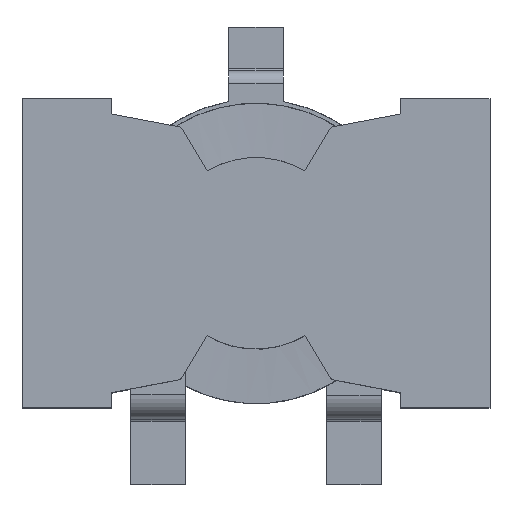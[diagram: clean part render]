
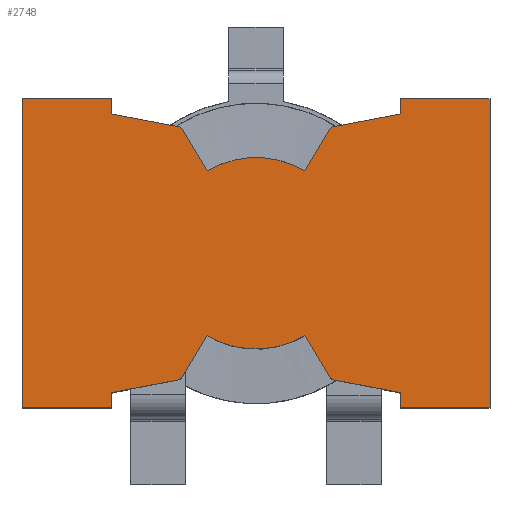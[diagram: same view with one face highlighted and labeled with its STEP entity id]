
A CAD part, top view. The second image highlights one B-rep face of the part: STEP entity #2748.
In plain terms, the highlighted planar face has unit normal (0, 0, 1).
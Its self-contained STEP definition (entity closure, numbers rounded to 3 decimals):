
#72=PLANE('',#2983);
#190=FACE_OUTER_BOUND('',#322,.T.);
#322=EDGE_LOOP('',(#2267,#2268,#2269,#2270,#2271,#2272,#2273,#2274,#2275,
#2276,#2277,#2278,#2279,#2280,#2281,#2282,#2283,#2284,#2285,#2286,#2287,
#2288,#2289,#2290,#2291,#2292,#2293,#2294,#2295,#2296,#2297,#2298));
#356=CIRCLE('',#2797,4.4);
#358=CIRCLE('',#2799,4.4);
#446=CIRCLE('',#2984,0.06);
#447=CIRCLE('',#2985,0.2);
#448=CIRCLE('',#2986,0.2);
#449=CIRCLE('',#2987,0.06);
#450=CIRCLE('',#2988,0.03);
#451=CIRCLE('',#2989,0.03);
#452=CIRCLE('',#2990,0.06);
#453=CIRCLE('',#2991,0.2);
#454=CIRCLE('',#2992,0.2);
#455=CIRCLE('',#2993,0.06);
#456=CIRCLE('',#2994,0.03);
#457=CIRCLE('',#2995,0.03);
#690=LINE('',#4871,#948);
#693=LINE('',#4877,#951);
#695=LINE('',#4881,#953);
#697=LINE('',#4886,#955);
#698=LINE('',#4890,#956);
#699=LINE('',#4893,#957);
#700=LINE('',#4895,#958);
#701=LINE('',#4899,#959);
#702=LINE('',#4903,#960);
#703=LINE('',#4906,#961);
#704=LINE('',#4910,#962);
#705=LINE('',#4914,#963);
#706=LINE('',#4917,#964);
#707=LINE('',#4919,#965);
#708=LINE('',#4923,#966);
#709=LINE('',#4927,#967);
#710=LINE('',#4931,#968);
#711=LINE('',#4932,#969);
#948=VECTOR('',#3609,1000.);
#951=VECTOR('',#3614,1000.);
#953=VECTOR('',#3618,1000.);
#955=VECTOR('',#3622,1000.);
#956=VECTOR('',#3625,1000.);
#957=VECTOR('',#3628,1000.);
#958=VECTOR('',#3629,1000.);
#959=VECTOR('',#3632,1000.);
#960=VECTOR('',#3635,1000.);
#961=VECTOR('',#3638,1000.);
#962=VECTOR('',#3641,1000.);
#963=VECTOR('',#3644,1000.);
#964=VECTOR('',#3647,1000.);
#965=VECTOR('',#3648,1000.);
#966=VECTOR('',#3651,1000.);
#967=VECTOR('',#3654,1000.);
#968=VECTOR('',#3657,1000.);
#969=VECTOR('',#3658,1000.);
#1014=VERTEX_POINT('',#3807);
#1015=VERTEX_POINT('',#3809);
#1018=VERTEX_POINT('',#3815);
#1019=VERTEX_POINT('',#3817);
#1217=VERTEX_POINT('',#4868);
#1218=VERTEX_POINT('',#4870);
#1219=VERTEX_POINT('',#4874);
#1220=VERTEX_POINT('',#4876);
#1221=VERTEX_POINT('',#4880);
#1222=VERTEX_POINT('',#4884);
#1223=VERTEX_POINT('',#4885);
#1224=VERTEX_POINT('',#4887);
#1225=VERTEX_POINT('',#4889);
#1226=VERTEX_POINT('',#4891);
#1227=VERTEX_POINT('',#4894);
#1228=VERTEX_POINT('',#4896);
#1229=VERTEX_POINT('',#4898);
#1230=VERTEX_POINT('',#4900);
#1231=VERTEX_POINT('',#4902);
#1232=VERTEX_POINT('',#4905);
#1233=VERTEX_POINT('',#4907);
#1234=VERTEX_POINT('',#4909);
#1235=VERTEX_POINT('',#4911);
#1236=VERTEX_POINT('',#4913);
#1237=VERTEX_POINT('',#4915);
#1238=VERTEX_POINT('',#4918);
#1239=VERTEX_POINT('',#4920);
#1240=VERTEX_POINT('',#4922);
#1241=VERTEX_POINT('',#4924);
#1242=VERTEX_POINT('',#4926);
#1243=VERTEX_POINT('',#4928);
#1244=VERTEX_POINT('',#4930);
#1270=EDGE_CURVE('',#1015,#1014,#356,.T.);
#1274=EDGE_CURVE('',#1019,#1018,#358,.T.);
#1580=EDGE_CURVE('',#1218,#1217,#690,.T.);
#1583=EDGE_CURVE('',#1220,#1219,#693,.T.);
#1585=EDGE_CURVE('',#1221,#1220,#695,.T.);
#1587=EDGE_CURVE('',#1222,#1223,#697,.T.);
#1588=EDGE_CURVE('',#1222,#1224,#446,.F.);
#1589=EDGE_CURVE('',#1224,#1225,#698,.T.);
#1590=EDGE_CURVE('',#1225,#1226,#447,.T.);
#1591=EDGE_CURVE('',#1226,#1015,#699,.T.);
#1592=EDGE_CURVE('',#1014,#1227,#700,.T.);
#1593=EDGE_CURVE('',#1227,#1228,#448,.T.);
#1594=EDGE_CURVE('',#1228,#1229,#701,.T.);
#1595=EDGE_CURVE('',#1229,#1230,#449,.F.);
#1596=EDGE_CURVE('',#1231,#1230,#702,.T.);
#1597=EDGE_CURVE('',#1231,#1221,#450,.T.);
#1598=EDGE_CURVE('',#1219,#1232,#703,.T.);
#1599=EDGE_CURVE('',#1232,#1233,#451,.T.);
#1600=EDGE_CURVE('',#1233,#1234,#704,.T.);
#1601=EDGE_CURVE('',#1234,#1235,#452,.F.);
#1602=EDGE_CURVE('',#1235,#1236,#705,.T.);
#1603=EDGE_CURVE('',#1236,#1237,#453,.T.);
#1604=EDGE_CURVE('',#1237,#1019,#706,.T.);
#1605=EDGE_CURVE('',#1018,#1238,#707,.T.);
#1606=EDGE_CURVE('',#1238,#1239,#454,.T.);
#1607=EDGE_CURVE('',#1239,#1240,#708,.T.);
#1608=EDGE_CURVE('',#1240,#1241,#455,.F.);
#1609=EDGE_CURVE('',#1241,#1242,#709,.T.);
#1610=EDGE_CURVE('',#1242,#1243,#456,.T.);
#1611=EDGE_CURVE('',#1243,#1244,#710,.T.);
#1612=EDGE_CURVE('',#1244,#1218,#711,.T.);
#1613=EDGE_CURVE('',#1217,#1223,#457,.T.);
#2267=ORIENTED_EDGE('',*,*,#1587,.F.);
#2268=ORIENTED_EDGE('',*,*,#1588,.T.);
#2269=ORIENTED_EDGE('',*,*,#1589,.T.);
#2270=ORIENTED_EDGE('',*,*,#1590,.T.);
#2271=ORIENTED_EDGE('',*,*,#1591,.T.);
#2272=ORIENTED_EDGE('',*,*,#1270,.T.);
#2273=ORIENTED_EDGE('',*,*,#1592,.T.);
#2274=ORIENTED_EDGE('',*,*,#1593,.T.);
#2275=ORIENTED_EDGE('',*,*,#1594,.T.);
#2276=ORIENTED_EDGE('',*,*,#1595,.T.);
#2277=ORIENTED_EDGE('',*,*,#1596,.F.);
#2278=ORIENTED_EDGE('',*,*,#1597,.T.);
#2279=ORIENTED_EDGE('',*,*,#1585,.T.);
#2280=ORIENTED_EDGE('',*,*,#1583,.T.);
#2281=ORIENTED_EDGE('',*,*,#1598,.T.);
#2282=ORIENTED_EDGE('',*,*,#1599,.T.);
#2283=ORIENTED_EDGE('',*,*,#1600,.T.);
#2284=ORIENTED_EDGE('',*,*,#1601,.T.);
#2285=ORIENTED_EDGE('',*,*,#1602,.T.);
#2286=ORIENTED_EDGE('',*,*,#1603,.T.);
#2287=ORIENTED_EDGE('',*,*,#1604,.T.);
#2288=ORIENTED_EDGE('',*,*,#1274,.T.);
#2289=ORIENTED_EDGE('',*,*,#1605,.T.);
#2290=ORIENTED_EDGE('',*,*,#1606,.T.);
#2291=ORIENTED_EDGE('',*,*,#1607,.T.);
#2292=ORIENTED_EDGE('',*,*,#1608,.T.);
#2293=ORIENTED_EDGE('',*,*,#1609,.T.);
#2294=ORIENTED_EDGE('',*,*,#1610,.T.);
#2295=ORIENTED_EDGE('',*,*,#1611,.T.);
#2296=ORIENTED_EDGE('',*,*,#1612,.T.);
#2297=ORIENTED_EDGE('',*,*,#1580,.T.);
#2298=ORIENTED_EDGE('',*,*,#1613,.T.);
#2748=ADVANCED_FACE('',(#190),#72,.T.);
#2797=AXIS2_PLACEMENT_3D('',#3810,#3047,#3048);
#2799=AXIS2_PLACEMENT_3D('',#3818,#3053,#3054);
#2983=AXIS2_PLACEMENT_3D('',#4883,#3620,#3621);
#2984=AXIS2_PLACEMENT_3D('',#4888,#3623,#3624);
#2985=AXIS2_PLACEMENT_3D('',#4892,#3626,#3627);
#2986=AXIS2_PLACEMENT_3D('',#4897,#3630,#3631);
#2987=AXIS2_PLACEMENT_3D('',#4901,#3633,#3634);
#2988=AXIS2_PLACEMENT_3D('',#4904,#3636,#3637);
#2989=AXIS2_PLACEMENT_3D('',#4908,#3639,#3640);
#2990=AXIS2_PLACEMENT_3D('',#4912,#3642,#3643);
#2991=AXIS2_PLACEMENT_3D('',#4916,#3645,#3646);
#2992=AXIS2_PLACEMENT_3D('',#4921,#3649,#3650);
#2993=AXIS2_PLACEMENT_3D('',#4925,#3652,#3653);
#2994=AXIS2_PLACEMENT_3D('',#4929,#3655,#3656);
#2995=AXIS2_PLACEMENT_3D('',#4933,#3659,#3660);
#3047=DIRECTION('center_axis',(0.,0.,1.));
#3048=DIRECTION('ref_axis',(1.,0.,0.));
#3053=DIRECTION('center_axis',(0.,0.,1.));
#3054=DIRECTION('ref_axis',(1.,0.,0.));
#3609=DIRECTION('',(-1.,0.,0.));
#3614=DIRECTION('',(0.,-1.,0.));
#3618=DIRECTION('',(-1.,0.,0.));
#3620=DIRECTION('center_axis',(0.,0.,1.));
#3621=DIRECTION('ref_axis',(1.,0.,0.));
#3622=DIRECTION('',(0.,1.,0.));
#3623=DIRECTION('center_axis',(0.,0.,1.));
#3624=DIRECTION('ref_axis',(1.,0.,0.));
#3625=DIRECTION('',(-0.983,-0.185,0.));
#3626=DIRECTION('center_axis',(0.,0.,1.));
#3627=DIRECTION('ref_axis',(1.,0.,0.));
#3628=DIRECTION('',(-0.511,-0.859,0.));
#3629=DIRECTION('',(-0.511,0.859,0.));
#3630=DIRECTION('center_axis',(0.,0.,1.));
#3631=DIRECTION('ref_axis',(1.,0.,0.));
#3632=DIRECTION('',(-0.983,0.185,0.));
#3633=DIRECTION('center_axis',(0.,0.,1.));
#3634=DIRECTION('ref_axis',(1.,0.,0.));
#3635=DIRECTION('',(0.,-1.,0.));
#3636=DIRECTION('center_axis',(0.,0.,1.));
#3637=DIRECTION('ref_axis',(1.,0.,0.));
#3638=DIRECTION('',(1.,0.,0.));
#3639=DIRECTION('center_axis',(0.,0.,1.));
#3640=DIRECTION('ref_axis',(1.,0.,0.));
#3641=DIRECTION('',(0.,1.,0.));
#3642=DIRECTION('center_axis',(0.,0.,1.));
#3643=DIRECTION('ref_axis',(1.,0.,0.));
#3644=DIRECTION('',(0.983,0.185,0.));
#3645=DIRECTION('center_axis',(0.,0.,1.));
#3646=DIRECTION('ref_axis',(1.,0.,0.));
#3647=DIRECTION('',(0.511,0.859,0.));
#3648=DIRECTION('',(0.511,-0.859,0.));
#3649=DIRECTION('center_axis',(0.,0.,1.));
#3650=DIRECTION('ref_axis',(1.,0.,0.));
#3651=DIRECTION('',(0.983,-0.185,0.));
#3652=DIRECTION('center_axis',(0.,0.,1.));
#3653=DIRECTION('ref_axis',(1.,0.,0.));
#3654=DIRECTION('',(0.,-1.,0.));
#3655=DIRECTION('center_axis',(0.,0.,1.));
#3656=DIRECTION('ref_axis',(1.,0.,0.));
#3657=DIRECTION('',(1.,0.,0.));
#3658=DIRECTION('',(0.,1.,0.));
#3659=DIRECTION('center_axis',(0.,0.,1.));
#3660=DIRECTION('ref_axis',(1.,0.,0.));
#3807=CARTESIAN_POINT('',(-2.25,3.781,14.));
#3809=CARTESIAN_POINT('',(2.25,3.781,14.));
#3810=CARTESIAN_POINT('Origin',(0.,0.,14.));
#3815=CARTESIAN_POINT('',(2.25,-3.781,14.));
#3817=CARTESIAN_POINT('',(-2.25,-3.781,14.));
#3818=CARTESIAN_POINT('Origin',(0.,0.,14.));
#4868=CARTESIAN_POINT('',(6.68,7.1,14.));
#4870=CARTESIAN_POINT('',(10.75,7.1,14.));
#4871=CARTESIAN_POINT('',(10.75,7.1,14.));
#4874=CARTESIAN_POINT('',(-10.75,-7.1,14.));
#4876=CARTESIAN_POINT('',(-10.75,7.1,14.));
#4877=CARTESIAN_POINT('',(-10.75,7.1,14.));
#4880=CARTESIAN_POINT('',(-6.68,7.1,14.));
#4881=CARTESIAN_POINT('',(10.75,7.1,14.));
#4883=CARTESIAN_POINT('Origin',(-10.75,-7.1,14.));
#4884=CARTESIAN_POINT('',(6.65,6.45,14.));
#4885=CARTESIAN_POINT('',(6.65,7.07,14.));
#4886=CARTESIAN_POINT('',(6.65,-7.1,14.));
#4887=CARTESIAN_POINT('',(6.601,6.391,14.));
#4888=CARTESIAN_POINT('Origin',(6.59,6.45,14.));
#4889=CARTESIAN_POINT('',(3.539,5.815,14.));
#4890=CARTESIAN_POINT('',(6.65,6.4,14.));
#4891=CARTESIAN_POINT('',(3.404,5.72,14.));
#4892=CARTESIAN_POINT('Origin',(3.576,5.618,14.));
#4893=CARTESIAN_POINT('',(3.45,5.798,14.));
#4894=CARTESIAN_POINT('',(-3.404,5.72,14.));
#4895=CARTESIAN_POINT('',(-3.45,5.798,14.));
#4896=CARTESIAN_POINT('',(-3.539,5.815,14.));
#4897=CARTESIAN_POINT('Origin',(-3.576,5.618,14.));
#4898=CARTESIAN_POINT('',(-6.601,6.391,14.));
#4899=CARTESIAN_POINT('',(-6.65,6.4,14.));
#4900=CARTESIAN_POINT('',(-6.65,6.45,14.));
#4901=CARTESIAN_POINT('Origin',(-6.59,6.45,14.));
#4902=CARTESIAN_POINT('',(-6.65,7.07,14.));
#4903=CARTESIAN_POINT('',(-6.65,-7.1,14.));
#4904=CARTESIAN_POINT('Origin',(-6.68,7.07,14.));
#4905=CARTESIAN_POINT('',(-6.68,-7.1,14.));
#4906=CARTESIAN_POINT('',(-10.75,-7.1,14.));
#4907=CARTESIAN_POINT('',(-6.65,-7.07,14.));
#4908=CARTESIAN_POINT('Origin',(-6.68,-7.07,14.));
#4909=CARTESIAN_POINT('',(-6.65,-6.45,14.));
#4910=CARTESIAN_POINT('',(-6.65,-7.1,14.));
#4911=CARTESIAN_POINT('',(-6.601,-6.391,14.));
#4912=CARTESIAN_POINT('Origin',(-6.59,-6.45,14.));
#4913=CARTESIAN_POINT('',(-3.539,-5.815,14.));
#4914=CARTESIAN_POINT('',(-6.65,-6.4,14.));
#4915=CARTESIAN_POINT('',(-3.404,-5.72,14.));
#4916=CARTESIAN_POINT('Origin',(-3.576,-5.618,14.));
#4917=CARTESIAN_POINT('',(-3.45,-5.798,14.));
#4918=CARTESIAN_POINT('',(3.404,-5.72,14.));
#4919=CARTESIAN_POINT('',(3.45,-5.798,14.));
#4920=CARTESIAN_POINT('',(3.539,-5.815,14.));
#4921=CARTESIAN_POINT('Origin',(3.576,-5.618,14.));
#4922=CARTESIAN_POINT('',(6.601,-6.391,14.));
#4923=CARTESIAN_POINT('',(6.65,-6.4,14.));
#4924=CARTESIAN_POINT('',(6.65,-6.45,14.));
#4925=CARTESIAN_POINT('Origin',(6.59,-6.45,14.));
#4926=CARTESIAN_POINT('',(6.65,-7.07,14.));
#4927=CARTESIAN_POINT('',(6.65,-7.1,14.));
#4928=CARTESIAN_POINT('',(6.68,-7.1,14.));
#4929=CARTESIAN_POINT('Origin',(6.68,-7.07,14.));
#4930=CARTESIAN_POINT('',(10.75,-7.1,14.));
#4931=CARTESIAN_POINT('',(-10.75,-7.1,14.));
#4932=CARTESIAN_POINT('',(10.75,-7.1,14.));
#4933=CARTESIAN_POINT('Origin',(6.68,7.07,14.));
